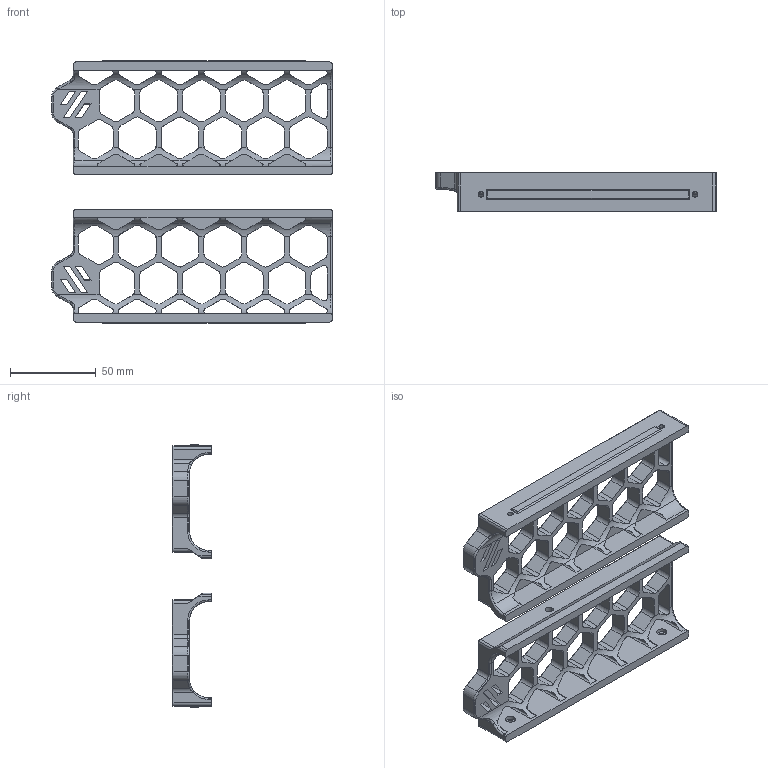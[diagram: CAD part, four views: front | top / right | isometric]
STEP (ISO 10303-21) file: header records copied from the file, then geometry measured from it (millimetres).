
FILE_DESCRIPTION (( 'STEP AP214' ), '1' );
FILE_NAME ('Skirt_350_Trident_Button_PCB.STEP', '2023-09-22T02:58:02', ( '' ), ( '' ), 'SwSTEP 2.0', 'SolidWorks 2020', '' );
FILE_SCHEMA (( 'AUTOMOTIVE_DESIGN' ));
Length unit declared in the file: millimetre
Products named in the file (1): Skirt_350_Trident_Button_PCB
Bounding box: 164 x 23 x 153.6 mm (x, y, z)
Volume: 120644 mm3; surface area: 71475 mm2
Topology: 2 solids, 2 shells, 1296 faces, 3292 edges, 2008 vertices
Faces by surface type: plane 566, cylinder 424, cone 288, torus 14, bspline 4
Entity records: 40026 total; most frequent: CARTESIAN_POINT 8758, ORIENTED_EDGE 6584, DIRECTION 6544, EDGE_CURVE 3292, AXIS2_PLACEMENT_3D 2287, VERTEX_POINT 2008, VECTOR 1970, LINE 1970
